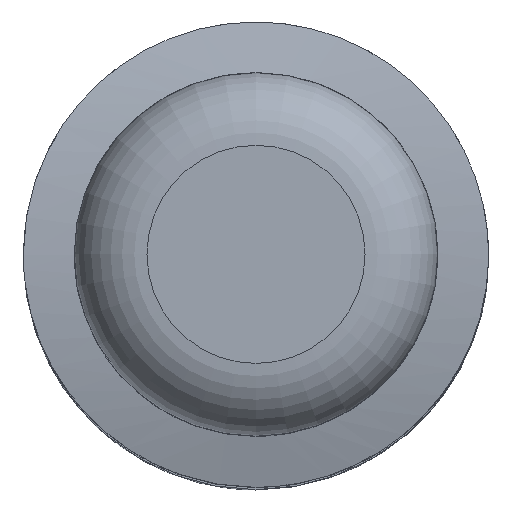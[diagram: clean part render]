
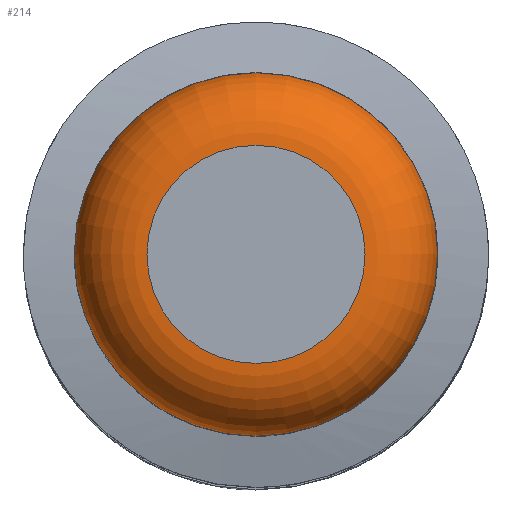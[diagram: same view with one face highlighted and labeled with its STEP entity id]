
A CAD part, top view. The second image highlights one B-rep face of the part: STEP entity #214.
In plain terms, the highlighted toroidal (fillet/blend) face has major radius 1.905 mm and minor radius 1.27 mm.
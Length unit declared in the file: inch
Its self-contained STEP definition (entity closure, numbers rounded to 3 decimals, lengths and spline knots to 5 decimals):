
#30=TOROIDAL_SURFACE('',#252,0.075,0.05);
#45=FACE_OUTER_BOUND('',#63,.T.);
#63=EDGE_LOOP('',(#172,#173,#174,#175));
#92=CIRCLE('',#253,0.075);
#93=CIRCLE('',#254,0.05);
#94=CIRCLE('',#255,0.125);
#108=VERTEX_POINT('',#434);
#109=VERTEX_POINT('',#436);
#131=EDGE_CURVE('',#108,#108,#92,.T.);
#132=EDGE_CURVE('',#108,#109,#93,.T.);
#133=EDGE_CURVE('',#109,#109,#94,.T.);
#172=ORIENTED_EDGE('',*,*,#131,.T.);
#173=ORIENTED_EDGE('',*,*,#132,.T.);
#174=ORIENTED_EDGE('',*,*,#133,.T.);
#175=ORIENTED_EDGE('',*,*,#132,.F.);
#214=ADVANCED_FACE('',(#45),#30,.T.);
#252=AXIS2_PLACEMENT_3D('',#433,#301,#302);
#253=AXIS2_PLACEMENT_3D('',#435,#303,#304);
#254=AXIS2_PLACEMENT_3D('',#437,#305,#306);
#255=AXIS2_PLACEMENT_3D('',#438,#307,#308);
#301=DIRECTION('center_axis',(0.,0.,1.));
#302=DIRECTION('ref_axis',(1.,0.,0.));
#303=DIRECTION('center_axis',(0.,0.,-1.));
#304=DIRECTION('ref_axis',(-1.,0.,0.));
#305=DIRECTION('center_axis',(0.,-1.,0.));
#306=DIRECTION('ref_axis',(-1.,0.,0.));
#307=DIRECTION('center_axis',(0.,0.,1.));
#308=DIRECTION('ref_axis',(-1.,0.,0.));
#433=CARTESIAN_POINT('Origin',(0.,0.,1.25));
#434=CARTESIAN_POINT('',(-0.075,0.,1.3));
#435=CARTESIAN_POINT('Origin',(0.,0.,1.3));
#436=CARTESIAN_POINT('',(-0.125,0.,1.25));
#437=CARTESIAN_POINT('Origin',(-0.075,0.,
1.25));
#438=CARTESIAN_POINT('Origin',(0.,0.,1.25));
